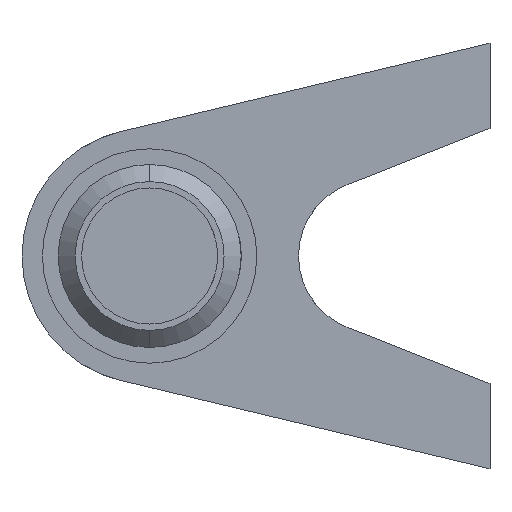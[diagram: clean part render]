
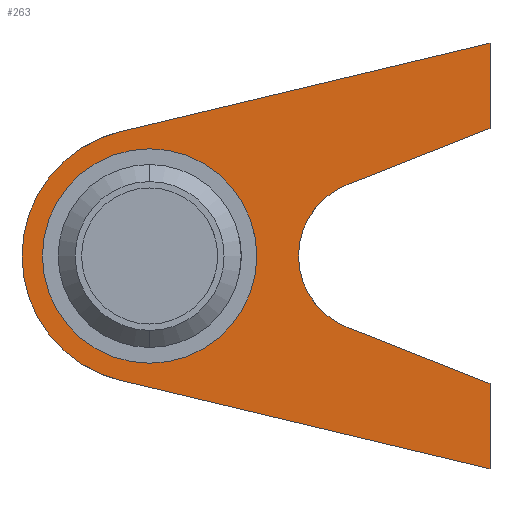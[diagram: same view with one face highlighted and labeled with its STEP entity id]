
A CAD part, left-side view. The second image highlights one B-rep face of the part: STEP entity #263.
In plain terms, the highlighted planar face has unit normal (-1, 0, 0).
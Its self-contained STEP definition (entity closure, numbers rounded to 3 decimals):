
#20 = VERTEX_POINT ( 'NONE', #574 ) ;
#24 = VERTEX_POINT ( 'NONE', #567 ) ;
#29 = EDGE_CURVE ( 'NONE', #24, #20, #627, .T. ) ;
#40 = VERTEX_POINT ( 'NONE', #599 ) ;
#50 = VERTEX_POINT ( 'NONE', #656 ) ;
#53 = EDGE_CURVE ( 'NONE', #40, #50, #655, .T. ) ;
#84 = EDGE_CURVE ( 'NONE', #20, #40, #781, .T. ) ;
#90 = EDGE_CURVE ( 'NONE', #104, #218, #773, .T. ) ;
#98 = EDGE_CURVE ( 'NONE', #218, #104, #815, .T. ) ;
#104 = VERTEX_POINT ( 'NONE', #782 ) ;
#218 = VERTEX_POINT ( 'NONE', #1016 ) ;
#263 = ADVANCED_FACE ( 'NONE', ( #1130, #1129 ), #1128, .T. ) ;
#264 = EDGE_LOOP ( 'NONE', ( #265, #266 ) ) ;
#265 = ORIENTED_EDGE ( 'NONE', *, *, #98, .T. ) ;
#266 = ORIENTED_EDGE ( 'NONE', *, *, #90, .T. ) ;
#267 = EDGE_LOOP ( 'NONE', ( #268, #269, #270, #271, #272, #273, #274, #275 ) ) ;
#268 = ORIENTED_EDGE ( 'NONE', *, *, #303, .F. ) ;
#269 = ORIENTED_EDGE ( 'NONE', *, *, #355, .F. ) ;
#270 = ORIENTED_EDGE ( 'NONE', *, *, #53, .F. ) ;
#271 = ORIENTED_EDGE ( 'NONE', *, *, #84, .F. ) ;
#272 = ORIENTED_EDGE ( 'NONE', *, *, #29, .F. ) ;
#273 = ORIENTED_EDGE ( 'NONE', *, *, #326, .F. ) ;
#274 = ORIENTED_EDGE ( 'NONE', *, *, #281, .F. ) ;
#275 = ORIENTED_EDGE ( 'NONE', *, *, #318, .F. ) ;
#281 = EDGE_CURVE ( 'NONE', #282, #283, #1164, .T. ) ;
#282 = VERTEX_POINT ( 'NONE', #1159 ) ;
#283 = VERTEX_POINT ( 'NONE', #1158 ) ;
#303 = EDGE_CURVE ( 'NONE', #349, #304, #1244, .T. ) ;
#304 = VERTEX_POINT ( 'NONE', #1240 ) ;
#318 = EDGE_CURVE ( 'NONE', #304, #282, #1224, .T. ) ;
#326 = EDGE_CURVE ( 'NONE', #283, #24, #1270, .T. ) ;
#349 = VERTEX_POINT ( 'NONE', #1293 ) ;
#355 = EDGE_CURVE ( 'NONE', #50, #349, #1287, .T. ) ;
#567 = CARTESIAN_POINT ( 'NONE',  ( -10., -40., -15. ) ) ;
#574 = CARTESIAN_POINT ( 'NONE',  ( -10., -40., -25. ) ) ;
#599 = CARTESIAN_POINT ( 'NONE',  ( -10., 3.492, -14.588 ) ) ;
#624 = DIRECTION ( 'NONE',  ( 0., 0., -1. ) ) ;
#625 = VECTOR ( 'NONE', #624, 1000. ) ;
#626 = CARTESIAN_POINT ( 'NONE',  ( -10., -40., -15. ) ) ;
#627 = LINE ( 'NONE', #626, #625 ) ;
#654 = AXIS2_PLACEMENT_3D ( 'NONE', #687, #686, #685 ) ;
#655 = CIRCLE ( 'NONE', #654, 15. ) ;
#656 = CARTESIAN_POINT ( 'NONE',  ( -10., 3.492, 14.588 ) ) ;
#685 = DIRECTION ( 'NONE',  ( 0., 0., 1. ) ) ;
#686 = DIRECTION ( 'NONE',  ( 1., 0., 0. ) ) ;
#687 = CARTESIAN_POINT ( 'NONE',  ( -10., 0., 0. ) ) ;
#769 = DIRECTION ( 'NONE',  ( 0., 0., -1. ) ) ;
#770 = DIRECTION ( 'NONE',  ( 1., 0., 0. ) ) ;
#771 = CARTESIAN_POINT ( 'NONE',  ( -10., 0., 0. ) ) ;
#772 = AXIS2_PLACEMENT_3D ( 'NONE', #771, #770, #769 ) ;
#773 = CIRCLE ( 'NONE', #772, 12.6 ) ;
#778 = DIRECTION ( 'NONE',  ( 0., 0.973, 0.233 ) ) ;
#779 = VECTOR ( 'NONE', #778, 1000. ) ;
#780 = CARTESIAN_POINT ( 'NONE',  ( -10., 3.492, -14.588 ) ) ;
#781 = LINE ( 'NONE', #780, #779 ) ;
#782 = CARTESIAN_POINT ( 'NONE',  ( -10., 0., 12.6 ) ) ;
#807 = DIRECTION ( 'NONE',  ( 0., 0., -1. ) ) ;
#808 = DIRECTION ( 'NONE',  ( 1., 0., 0. ) ) ;
#809 = CARTESIAN_POINT ( 'NONE',  ( -10., 0., 0. ) ) ;
#810 = AXIS2_PLACEMENT_3D ( 'NONE', #809, #808, #807 ) ;
#815 = CIRCLE ( 'NONE', #810, 12.6 ) ;
#1016 = CARTESIAN_POINT ( 'NONE',  ( -10., 0., -12.6 ) ) ;
#1127 = AXIS2_PLACEMENT_3D ( 'NONE', #1174, #1173, #1172 ) ;
#1128 = PLANE ( 'NONE',  #1127 ) ;
#1129 = FACE_OUTER_BOUND ( 'NONE', #267, .T. ) ;
#1130 = FACE_BOUND ( 'NONE', #264, .T. ) ;
#1158 = CARTESIAN_POINT ( 'NONE',  ( -10., -23.198, -8.372 ) ) ;
#1159 = CARTESIAN_POINT ( 'NONE',  ( -10., -23.198, 8.372 ) ) ;
#1160 = DIRECTION ( 'NONE',  ( 0., 0., 1. ) ) ;
#1161 = DIRECTION ( 'NONE',  ( -1., 0., 0. ) ) ;
#1162 = CARTESIAN_POINT ( 'NONE',  ( -10., -26.5, 0. ) ) ;
#1163 = AXIS2_PLACEMENT_3D ( 'NONE', #1162, #1161, #1160 ) ;
#1164 = CIRCLE ( 'NONE', #1163, 9. ) ;
#1172 = DIRECTION ( 'NONE',  ( 0., 0., 1. ) ) ;
#1173 = DIRECTION ( 'NONE',  ( -1., 0., 0. ) ) ;
#1174 = CARTESIAN_POINT ( 'NONE',  ( -10., -26.5, 0. ) ) ;
#1224 = LINE ( 'NONE', #1283, #1282 ) ;
#1240 = CARTESIAN_POINT ( 'NONE',  ( -10., -40., 15. ) ) ;
#1241 = DIRECTION ( 'NONE',  ( 0., 0., -1. ) ) ;
#1242 = VECTOR ( 'NONE', #1241, 1000. ) ;
#1243 = CARTESIAN_POINT ( 'NONE',  ( -10., -40., 25. ) ) ;
#1244 = LINE ( 'NONE', #1243, #1242 ) ;
#1267 = DIRECTION ( 'NONE',  ( 0., -0.93, -0.367 ) ) ;
#1268 = VECTOR ( 'NONE', #1267, 1000. ) ;
#1269 = CARTESIAN_POINT ( 'NONE',  ( -10., -23.198, -8.372 ) ) ;
#1270 = LINE ( 'NONE', #1269, #1268 ) ;
#1281 = DIRECTION ( 'NONE',  ( 0., 0.93, -0.367 ) ) ;
#1282 = VECTOR ( 'NONE', #1281, 1000. ) ;
#1283 = CARTESIAN_POINT ( 'NONE',  ( -10., -40., 15. ) ) ;
#1286 = CARTESIAN_POINT ( 'NONE',  ( -10., -40., 25. ) ) ;
#1287 = LINE ( 'NONE', #1286, #1334 ) ;
#1293 = CARTESIAN_POINT ( 'NONE',  ( -10., -40., 25. ) ) ;
#1333 = DIRECTION ( 'NONE',  ( 0., -0.973, 0.233 ) ) ;
#1334 = VECTOR ( 'NONE', #1333, 1000. ) ;
